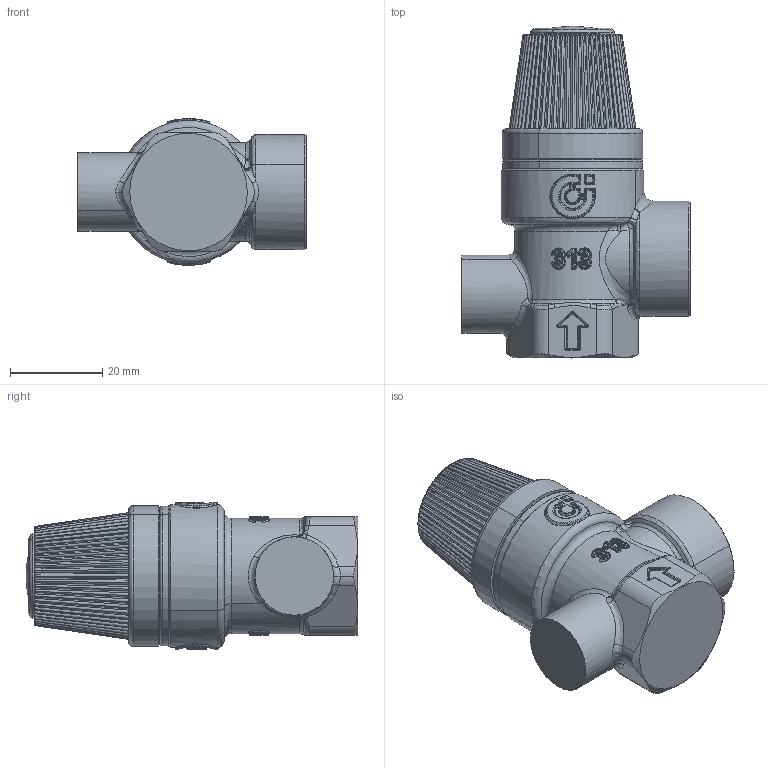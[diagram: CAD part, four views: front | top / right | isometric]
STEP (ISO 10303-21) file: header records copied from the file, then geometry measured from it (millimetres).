
FILE_DESCRIPTION(('CATIA V5 STEP Exchange'),'2;1');
FILE_NAME('313525 (STP).stp','2016-03-01T08:01:44+00:00',('none'),('none'),'Version 5-6 Release 2012','CATIA V5 STEP AP203','none');
FILE_SCHEMA(('CONFIG_CONTROL_DESIGN'));
Products named in the file (1): 313460 - TST
Bounding box: 49.5 x 72 x 31.8 mm (x, y, z)
Volume: 49455.9 mm3; surface area: 10417.2 mm2
Topology: 1 solids, 1 shells, 1053 faces, 2604 edges, 1495 vertices
Faces by surface type: bspline 706, cylinder 127, torus 83, sphere 61, plane 57, cone 19
Entity records: 68467 total; most frequent: CARTESIAN_POINT 50935, ORIENTED_EDGE 5058, EDGE_CURVE 2529, B_SPLINE_CURVE_WITH_KNOTS 2040, VERTEX_POINT 1495, EDGE_LOOP 1070, ADVANCED_FACE 1053, FACE_OUTER_BOUND 1053
